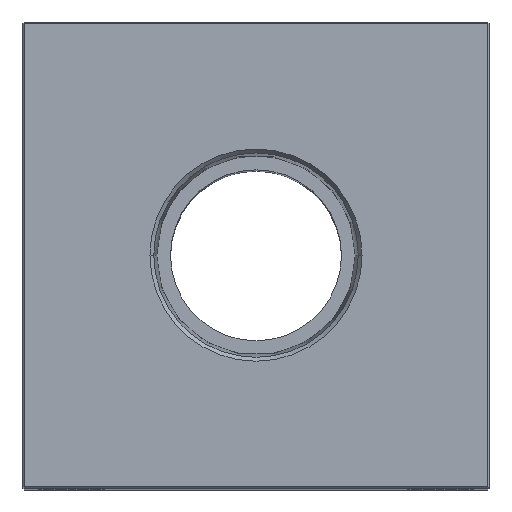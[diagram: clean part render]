
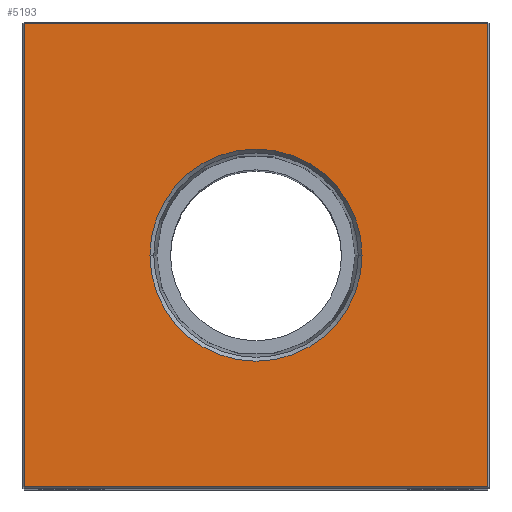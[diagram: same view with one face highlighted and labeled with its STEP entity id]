
A CAD part, top view. The second image highlights one B-rep face of the part: STEP entity #5193.
In plain terms, the highlighted planar face has unit normal (0, 0, 1).
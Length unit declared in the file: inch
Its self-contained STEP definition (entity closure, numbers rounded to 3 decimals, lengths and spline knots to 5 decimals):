
#534 = FACE_BOUND ( 'NONE', #23567, .T. ) ;
#661 = EDGE_CURVE ( 'NONE', #17231, #24086, #6429, .T. ) ;
#699 = AXIS2_PLACEMENT_3D ( 'NONE', #25279, #10474, #27719 ) ;
#1582 = EDGE_CURVE ( 'NONE', #9095, #9188, #3120, .T. ) ;
#2805 = ORIENTED_EDGE ( 'NONE', *, *, #27561, .T. ) ;
#3120 = CIRCLE ( 'NONE', #30016, 0.68248 ) ;
#5193 = ADVANCED_FACE ( 'NONE', ( #20521, #534 ), #32060, .F. ) ;
#6429 = LINE ( 'NONE', #11916, #13110 ) ;
#6686 = ORIENTED_EDGE ( 'NONE', *, *, #16024, .T. ) ;
#7456 = DIRECTION ( 'NONE',  ( 1., 0., 0. ) ) ;
#7814 = ORIENTED_EDGE ( 'NONE', *, *, #1582, .F. ) ;
#8535 = VECTOR ( 'NONE', #28272, 39.37008 ) ;
#9095 = VERTEX_POINT ( 'NONE', #21534 ) ;
#9188 = VERTEX_POINT ( 'NONE', #31349 ) ;
#9422 = CIRCLE ( 'NONE', #699, 0.68248 ) ;
#10474 = DIRECTION ( 'NONE',  ( 0., 0., 1. ) ) ;
#11907 = DIRECTION ( 'NONE',  ( 0., -1., 0. ) ) ;
#11916 = CARTESIAN_POINT ( 'NONE',  ( -1.49, 0., 6.25 ) ) ;
#13110 = VECTOR ( 'NONE', #11907, 39.37008 ) ;
#14447 = VECTOR ( 'NONE', #7456, 39.37008 ) ;
#15125 = CARTESIAN_POINT ( 'NONE',  ( 0., -1.49, 6.25 ) ) ;
#15360 = CARTESIAN_POINT ( 'NONE',  ( -1.49, -1.49, 6.25 ) ) ;
#15724 = CARTESIAN_POINT ( 'NONE',  ( 1.49, -1.49, 6.25 ) ) ;
#15913 = LINE ( 'NONE', #24591, #22518 ) ;
#15964 = LINE ( 'NONE', #23378, #8535 ) ;
#16024 = EDGE_CURVE ( 'NONE', #30546, #17231, #15913, .T. ) ;
#16665 = EDGE_CURVE ( 'NONE', #9188, #9095, #9422, .T. ) ;
#16791 = DIRECTION ( 'NONE',  ( 1., 0., 0. ) ) ;
#16905 = DIRECTION ( 'NONE',  ( 0., 0., 1. ) ) ;
#17048 = CARTESIAN_POINT ( 'NONE',  ( 0., 0., 6.25 ) ) ;
#17231 = VERTEX_POINT ( 'NONE', #27294 ) ;
#19144 = AXIS2_PLACEMENT_3D ( 'NONE', #30401, #30339, #30313 ) ;
#20521 = FACE_OUTER_BOUND ( 'NONE', #26602, .T. ) ;
#21534 = CARTESIAN_POINT ( 'NONE',  ( -0.68248, 0., 6.25 ) ) ;
#22518 = VECTOR ( 'NONE', #26637, 39.37008 ) ;
#23378 = CARTESIAN_POINT ( 'NONE',  ( 1.49, 0., 6.25 ) ) ;
#23567 = EDGE_LOOP ( 'NONE', ( #27671, #7814 ) ) ;
#24086 = VERTEX_POINT ( 'NONE', #15360 ) ;
#24591 = CARTESIAN_POINT ( 'NONE',  ( 0., 1.49, 6.25 ) ) ;
#25279 = CARTESIAN_POINT ( 'NONE',  ( 0., 0., 6.25 ) ) ;
#25319 = EDGE_CURVE ( 'NONE', #24086, #27994, #27530, .T. ) ;
#25346 = ORIENTED_EDGE ( 'NONE', *, *, #661, .T. ) ;
#26602 = EDGE_LOOP ( 'NONE', ( #25346, #31796, #2805, #6686 ) ) ;
#26637 = DIRECTION ( 'NONE',  ( -1., 0., 0. ) ) ;
#27294 = CARTESIAN_POINT ( 'NONE',  ( -1.49, 1.49, 6.25 ) ) ;
#27530 = LINE ( 'NONE', #15125, #14447 ) ;
#27561 = EDGE_CURVE ( 'NONE', #27994, #30546, #15964, .T. ) ;
#27671 = ORIENTED_EDGE ( 'NONE', *, *, #16665, .F. ) ;
#27719 = DIRECTION ( 'NONE',  ( 1., 0., 0. ) ) ;
#27994 = VERTEX_POINT ( 'NONE', #15724 ) ;
#28272 = DIRECTION ( 'NONE',  ( 0., 1., 0. ) ) ;
#30016 = AXIS2_PLACEMENT_3D ( 'NONE', #17048, #16905, #16791 ) ;
#30313 = DIRECTION ( 'NONE',  ( -1., 0., 0. ) ) ;
#30339 = DIRECTION ( 'NONE',  ( 0., 0., -1. ) ) ;
#30401 = CARTESIAN_POINT ( 'NONE',  ( 0., 0., 6.25 ) ) ;
#30505 = CARTESIAN_POINT ( 'NONE',  ( 1.49, 1.49, 6.25 ) ) ;
#30546 = VERTEX_POINT ( 'NONE', #30505 ) ;
#31349 = CARTESIAN_POINT ( 'NONE',  ( 0.68248, 0., 6.25 ) ) ;
#31796 = ORIENTED_EDGE ( 'NONE', *, *, #25319, .T. ) ;
#32060 = PLANE ( 'NONE',  #19144 ) ;
